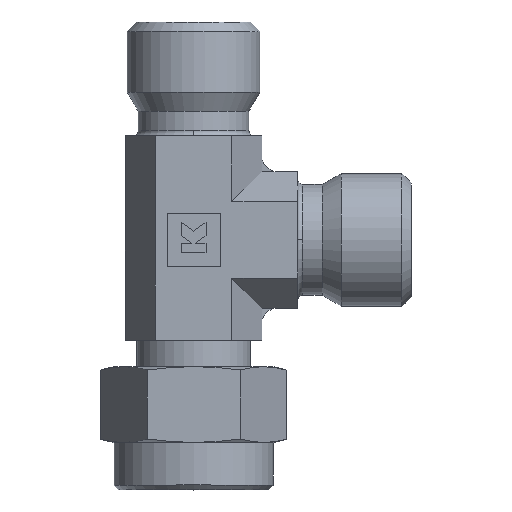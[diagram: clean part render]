
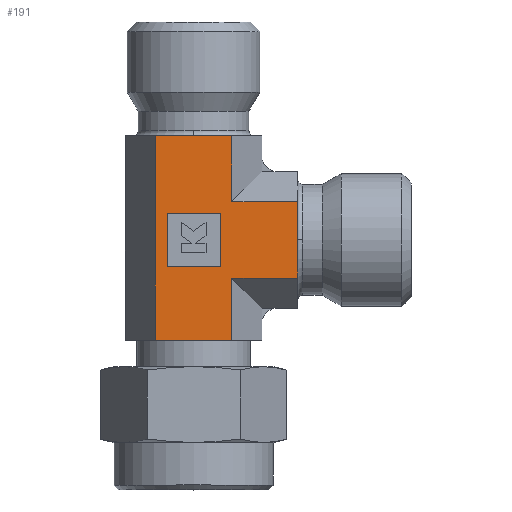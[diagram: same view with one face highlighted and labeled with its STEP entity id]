
A CAD part, top view. The second image highlights one B-rep face of the part: STEP entity #191.
In plain terms, the highlighted planar face has unit normal (0, 0, 1).
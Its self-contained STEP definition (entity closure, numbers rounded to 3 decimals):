
#191 = ADVANCED_FACE( '', ( #468, #469 ), #470, .T. );
#468 = FACE_BOUND( '', #795, .T. );
#469 = FACE_OUTER_BOUND( '', #796, .T. );
#470 = PLANE( '', #797 );
#795 = EDGE_LOOP( '', ( #1760, #1761, #1762, #1763 ) );
#796 = EDGE_LOOP( '', ( #1764, #1765, #1766, #1767, #1768, #1769, #1770, #1771 ) );
#797 = AXIS2_PLACEMENT_3D( '', #1772, #1773, #1774 );
#1760 = ORIENTED_EDGE( '', *, *, #2271, .T. );
#1761 = ORIENTED_EDGE( '', *, *, #2275, .T. );
#1762 = ORIENTED_EDGE( '', *, *, #2278, .T. );
#1763 = ORIENTED_EDGE( '', *, *, #2280, .T. );
#1764 = ORIENTED_EDGE( '', *, *, #2352, .T. );
#1765 = ORIENTED_EDGE( '', *, *, #2353, .T. );
#1766 = ORIENTED_EDGE( '', *, *, #2354, .F. );
#1767 = ORIENTED_EDGE( '', *, *, #2355, .T. );
#1768 = ORIENTED_EDGE( '', *, *, #2356, .T. );
#1769 = ORIENTED_EDGE( '', *, *, #2357, .F. );
#1770 = ORIENTED_EDGE( '', *, *, #2358, .T. );
#1771 = ORIENTED_EDGE( '', *, *, #2359, .T. );
#1772 = CARTESIAN_POINT( '', ( 0., -4.041, 7. ) );
#1773 = DIRECTION( '', ( 0., 0., 1. ) );
#1774 = DIRECTION( '', ( 0., -1., 0. ) );
#2271 = EDGE_CURVE( '', #2836, #2834, #2837, .T. );
#2275 = EDGE_CURVE( '', #2834, #2841, #2843, .T. );
#2278 = EDGE_CURVE( '', #2841, #2846, #2848, .T. );
#2280 = EDGE_CURVE( '', #2846, #2836, #2850, .T. );
#2352 = EDGE_CURVE( '', #2940, #2941, #2942, .T. );
#2353 = EDGE_CURVE( '', #2941, #2943, #2944, .T. );
#2354 = EDGE_CURVE( '', #2945, #2943, #2946, .T. );
#2355 = EDGE_CURVE( '', #2945, #2947, #2948, .T. );
#2356 = EDGE_CURVE( '', #2947, #2949, #2950, .T. );
#2357 = EDGE_CURVE( '', #2951, #2949, #2952, .T. );
#2358 = EDGE_CURVE( '', #2951, #2953, #2954, .T. );
#2359 = EDGE_CURVE( '', #2953, #2940, #2955, .T. );
#2834 = VERTEX_POINT( '', #3595 );
#2836 = VERTEX_POINT( '', #3598 );
#2837 = LINE( '', #3599, #3600 );
#2841 = VERTEX_POINT( '', #3606 );
#2843 = LINE( '', #3609, #3610 );
#2846 = VERTEX_POINT( '', #3614 );
#2848 = LINE( '', #3617, #3618 );
#2850 = LINE( '', #3621, #3622 );
#2940 = VERTEX_POINT( '', #3898 );
#2941 = VERTEX_POINT( '', #3899 );
#2942 = LINE( '', #3900, #3901 );
#2943 = VERTEX_POINT( '', #3902 );
#2944 = LINE( '', #3903, #3904 );
#2945 = VERTEX_POINT( '', #3905 );
#2946 = LINE( '', #3906, #3907 );
#2947 = VERTEX_POINT( '', #3908 );
#2948 = LINE( '', #3909, #3910 );
#2949 = VERTEX_POINT( '', #3911 );
#2950 = LINE( '', #3912, #3913 );
#2951 = VERTEX_POINT( '', #3914 );
#2952 = LINE( '', #3915, #3916 );
#2953 = VERTEX_POINT( '', #3917 );
#2954 = LINE( '', #3918, #3919 );
#2955 = LINE( '', #3920, #3921 );
#3595 = CARTESIAN_POINT( '', ( -2.8, 2.8, 7. ) );
#3598 = CARTESIAN_POINT( '', ( -2.8, -2.8, 7. ) );
#3599 = CARTESIAN_POINT( '', ( -2.8, -3.421, 7. ) );
#3600 = VECTOR( '', #4420, 1. );
#3606 = CARTESIAN_POINT( '', ( 2.8, 2.8, 7. ) );
#3609 = CARTESIAN_POINT( '', ( -1.4, 2.8, 7. ) );
#3610 = VECTOR( '', #4424, 1. );
#3614 = CARTESIAN_POINT( '', ( 2.8, -2.8, 7. ) );
#3617 = CARTESIAN_POINT( '', ( 2.8, -0.621, 7. ) );
#3618 = VECTOR( '', #4427, 1. );
#3621 = CARTESIAN_POINT( '', ( 1.4, -2.8, 7. ) );
#3622 = VECTOR( '', #4429, 1. );
#3898 = CARTESIAN_POINT( '', ( 4.041, -4.041, 7. ) );
#3899 = CARTESIAN_POINT( '', ( 11., -4.041, 7. ) );
#3900 = CARTESIAN_POINT( '', ( 0., -4.041, 7. ) );
#3901 = VECTOR( '', #4571, 1. );
#3902 = CARTESIAN_POINT( '', ( 11., 4.041, 7. ) );
#3903 = CARTESIAN_POINT( '', ( 11., 4.041, 7. ) );
#3904 = VECTOR( '', #4572, 1. );
#3905 = CARTESIAN_POINT( '', ( 4.041, 4.041, 7. ) );
#3906 = CARTESIAN_POINT( '', ( 0., 4.041, 7. ) );
#3907 = VECTOR( '', #4573, 1. );
#3908 = CARTESIAN_POINT( '', ( 4.041, 11., 7. ) );
#3909 = CARTESIAN_POINT( '', ( 4.041, -10.6, 7. ) );
#3910 = VECTOR( '', #4574, 1. );
#3911 = CARTESIAN_POINT( '', ( -4.041, 11., 7. ) );
#3912 = CARTESIAN_POINT( '', ( -4.041, 11., 7. ) );
#3913 = VECTOR( '', #4575, 1. );
#3914 = CARTESIAN_POINT( '', ( -4.041, -10.6, 7. ) );
#3915 = CARTESIAN_POINT( '', ( -4.041, -10.6, 7. ) );
#3916 = VECTOR( '', #4576, 1. );
#3917 = CARTESIAN_POINT( '', ( 4.041, -10.6, 7. ) );
#3918 = CARTESIAN_POINT( '', ( -4.041, -10.6, 7. ) );
#3919 = VECTOR( '', #4577, 1. );
#3920 = CARTESIAN_POINT( '', ( 4.041, -10.6, 7. ) );
#3921 = VECTOR( '', #4578, 1. );
#4420 = DIRECTION( '', ( 0., 1., 0. ) );
#4424 = DIRECTION( '', ( 1., 0., 0. ) );
#4427 = DIRECTION( '', ( 0., -1., 0. ) );
#4429 = DIRECTION( '', ( -1., 0., 0. ) );
#4571 = DIRECTION( '', ( 1., 0., 0. ) );
#4572 = DIRECTION( '', ( 0., 1., 0. ) );
#4573 = DIRECTION( '', ( 1., 0., 0. ) );
#4574 = DIRECTION( '', ( 0., 1., 0. ) );
#4575 = DIRECTION( '', ( -1., 0., 0. ) );
#4576 = DIRECTION( '', ( 0., 1., 0. ) );
#4577 = DIRECTION( '', ( 1., 0., 0. ) );
#4578 = DIRECTION( '', ( 0., 1., 0. ) );
